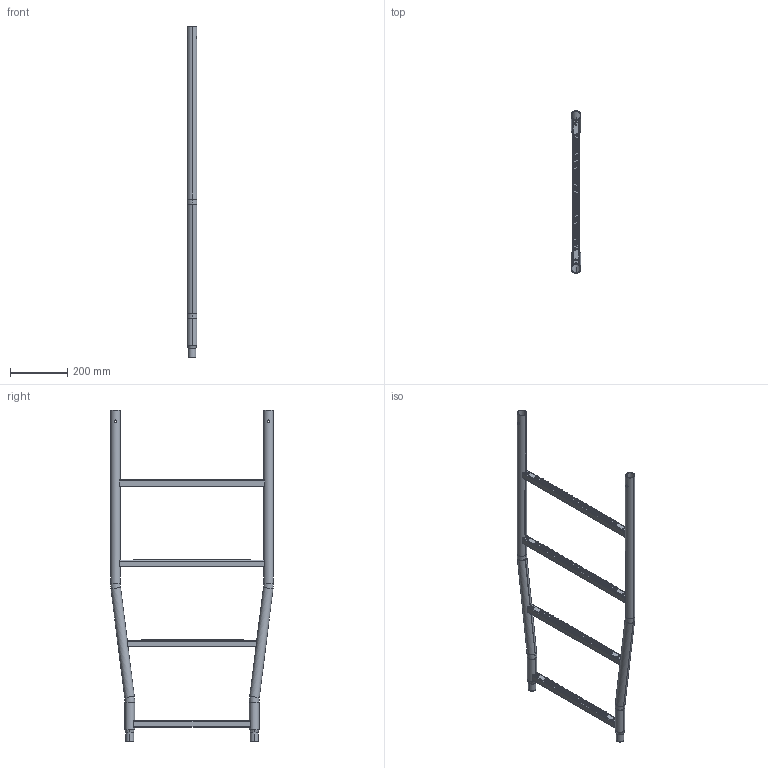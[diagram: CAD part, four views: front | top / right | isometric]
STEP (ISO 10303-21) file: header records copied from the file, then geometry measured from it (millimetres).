
FILE_DESCRIPTION (( 'STEP AP203' ), '1' );
FILE_NAME ('5285050004.STEP', '2024-04-24T14:02:59', ( '' ), ( '' ), 'SwSTEP 2.0', 'SolidWorks 2022', '' );
FILE_SCHEMA (( 'CONFIG_CONTROL_DESIGN' ));
Length unit declared in the file: metre
Products named in the file (1): 5285050004
Bounding box: 33.7 x 567.7 x 1154.96 mm (x, y, z)
Volume: 692274 mm3; surface area: 712739.7 mm2
Topology: 6 solids, 6 shells, 2248 faces, 6244 edges, 3792 vertices
Faces by surface type: cone 752, torus 512, cylinder 472, plane 416, bspline 96
Entity records: 81431 total; most frequent: CARTESIAN_POINT 21305, DIRECTION 13754, ORIENTED_EDGE 12488, EDGE_CURVE 6244, AXIS2_PLACEMENT_3D 5753, VERTEX_POINT 3792, CIRCLE 3600, EDGE_LOOP 2540
